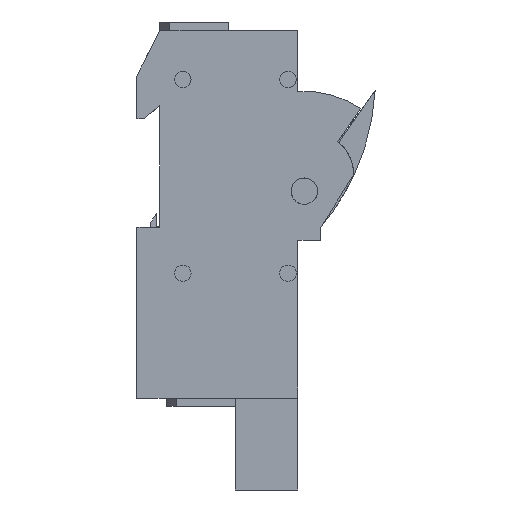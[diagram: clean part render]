
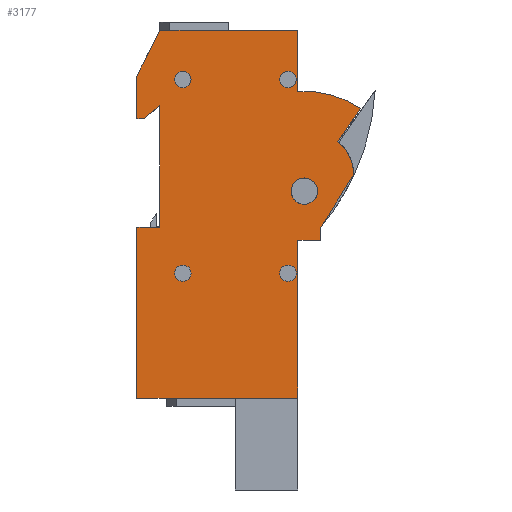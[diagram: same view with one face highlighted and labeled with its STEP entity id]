
A CAD part, left-side view. The second image highlights one B-rep face of the part: STEP entity #3177.
In plain terms, the highlighted face is planar.
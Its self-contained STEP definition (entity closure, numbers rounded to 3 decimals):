
#458=AXIS2_PLACEMENT_3D('Circle Axis2P3D',#456,#457,$) ;
#1866=AXIS2_PLACEMENT_3D('Circle Axis2P3D',#1864,#1865,$) ;
#1897=AXIS2_PLACEMENT_3D('Circle Axis2P3D',#1895,#1896,$) ;
#1914=AXIS2_PLACEMENT_3D('Circle Axis2P3D',#1912,#1913,$) ;
#1945=AXIS2_PLACEMENT_3D('Circle Axis2P3D',#1943,#1944,$) ;
#1962=AXIS2_PLACEMENT_3D('Circle Axis2P3D',#1960,#1961,$) ;
#2002=AXIS2_PLACEMENT_3D('Circle Axis2P3D',#2000,#2001,$) ;
#2024=AXIS2_PLACEMENT_3D('Circle Axis2P3D',#2022,#2023,$) ;
#2064=AXIS2_PLACEMENT_3D('Circle Axis2P3D',#2062,#2063,$) ;
#2086=AXIS2_PLACEMENT_3D('Circle Axis2P3D',#2084,#2085,$) ;
#2126=AXIS2_PLACEMENT_3D('Circle Axis2P3D',#2124,#2125,$) ;
#3117=AXIS2_PLACEMENT_3D('Plane Axis2P3D',#3114,#3115,#3116) ;
#3121=AXIS2_PLACEMENT_3D('Circle Axis2P3D',#3119,#3120,$) ;
#359=CARTESIAN_POINT('Vertex',(36.,49.,18.)) ;
#362=CARTESIAN_POINT('Line Origine',(38.,49.,18.)) ;
#366=CARTESIAN_POINT('Vertex',(40.,49.,18.)) ;
#422=CARTESIAN_POINT('Vertex',(20.,59.,18.)) ;
#425=CARTESIAN_POINT('Line Origine',(28.,54.,18.)) ;
#453=CARTESIAN_POINT('Vertex',(10.,54.2,18.)) ;
#456=CARTESIAN_POINT('Axis2P3D Location',(19.937,46.314,18.)) ;
#512=CARTESIAN_POINT('Vertex',(-0.15,61.102,18.)) ;
#515=CARTESIAN_POINT('Line Origine',(4.925,57.651,18.)) ;
#1070=CARTESIAN_POINT('Vertex',(36.,0.,18.)) ;
#1073=CARTESIAN_POINT('Line Origine',(17.5,0.,18.)) ;
#1077=CARTESIAN_POINT('Vertex',(-1.,0.,18.)) ;
#1269=CARTESIAN_POINT('Vertex',(88.,-7.,18.)) ;
#1272=CARTESIAN_POINT('Line Origine',(62.,-7.,18.)) ;
#1276=CARTESIAN_POINT('Vertex',(36.,-7.,18.)) ;
#1312=CARTESIAN_POINT('Line Origine',(36.,-3.5,18.)) ;
#1744=CARTESIAN_POINT('Vertex',(3.,-7.,18.)) ;
#1747=CARTESIAN_POINT('Line Origine',(-3.5,-7.,18.)) ;
#1751=CARTESIAN_POINT('Vertex',(-10.,-7.,18.)) ;
#1782=CARTESIAN_POINT('Vertex',(3.,-5.,18.)) ;
#1785=CARTESIAN_POINT('Line Origine',(3.,-6.,18.)) ;
#1807=CARTESIAN_POINT('Line Origine',(1.,-2.5,18.)) ;
#1864=CARTESIAN_POINT('Axis2P3D Location',(-9.,39.,18.)) ;
#1868=CARTESIAN_POINT('Vertex',(-6.5,39.,18.)) ;
#1870=CARTESIAN_POINT('Vertex',(-11.5,39.,18.)) ;
#1895=CARTESIAN_POINT('Axis2P3D Location',(-9.,39.,18.)) ;
#1912=CARTESIAN_POINT('Axis2P3D Location',(-9.,7.,18.)) ;
#1916=CARTESIAN_POINT('Vertex',(-6.5,7.,18.)) ;
#1918=CARTESIAN_POINT('Vertex',(-11.5,7.,18.)) ;
#1943=CARTESIAN_POINT('Axis2P3D Location',(-9.,7.,18.)) ;
#1960=CARTESIAN_POINT('Axis2P3D Location',(50.,39.,18.)) ;
#1964=CARTESIAN_POINT('Vertex',(52.5,39.,18.)) ;
#1966=CARTESIAN_POINT('Vertex',(47.5,39.,18.)) ;
#2000=CARTESIAN_POINT('Axis2P3D Location',(50.,39.,18.)) ;
#2022=CARTESIAN_POINT('Axis2P3D Location',(50.,7.,18.)) ;
#2026=CARTESIAN_POINT('Vertex',(52.5,7.,18.)) ;
#2028=CARTESIAN_POINT('Vertex',(47.5,7.,18.)) ;
#2062=CARTESIAN_POINT('Axis2P3D Location',(50.,7.,18.)) ;
#2084=CARTESIAN_POINT('Axis2P3D Location',(25.,44.,18.)) ;
#2088=CARTESIAN_POINT('Vertex',(29.,44.,18.)) ;
#2090=CARTESIAN_POINT('Vertex',(21.,44.,18.)) ;
#2124=CARTESIAN_POINT('Axis2P3D Location',(25.,44.,18.)) ;
#2150=CARTESIAN_POINT('Vertex',(88.,42.,18.)) ;
#2153=CARTESIAN_POINT('Line Origine',(88.,17.5,18.)) ;
#2705=CARTESIAN_POINT('Line Origine',(40.,45.5,18.)) ;
#2709=CARTESIAN_POINT('Vertex',(40.,42.,18.)) ;
#2729=CARTESIAN_POINT('Line Origine',(64.,42.,18.)) ;
#2754=CARTESIAN_POINT('Line Origine',(-17.,-3.5,18.)) ;
#2758=CARTESIAN_POINT('Vertex',(-24.,0.,18.)) ;
#3114=CARTESIAN_POINT('Axis2P3D Location',(22.264,22.004,18.)) ;
#3119=CARTESIAN_POINT('Axis2P3D Location',(25.,44.,18.)) ;
#3123=CARTESIAN_POINT('Vertex',(-5.348,42.,18.)) ;
#3126=CARTESIAN_POINT('Line Origine',(-14.674,42.,18.)) ;
#3130=CARTESIAN_POINT('Vertex',(-24.,42.,18.)) ;
#3133=CARTESIAN_POINT('Line Origine',(-24.,21.,18.)) ;
#363=DIRECTION('Vector Direction',(1.,0.,0.)) ;
#426=DIRECTION('Vector Direction',(0.848,-0.53,0.)) ;
#457=DIRECTION('Axis2P3D Direction',(0.,-0.,1.)) ;
#516=DIRECTION('Vector Direction',(0.827,-0.562,0.)) ;
#1074=DIRECTION('Vector Direction',(-1.,0.,0.)) ;
#1273=DIRECTION('Vector Direction',(-1.,0.,0.)) ;
#1313=DIRECTION('Vector Direction',(0.,1.,0.)) ;
#1748=DIRECTION('Vector Direction',(-1.,0.,0.)) ;
#1786=DIRECTION('Vector Direction',(0.,-1.,0.)) ;
#1808=DIRECTION('Vector Direction',(0.625,-0.781,0.)) ;
#1865=DIRECTION('Axis2P3D Direction',(0.,0.,1.)) ;
#1896=DIRECTION('Axis2P3D Direction',(0.,0.,1.)) ;
#1913=DIRECTION('Axis2P3D Direction',(0.,0.,1.)) ;
#1944=DIRECTION('Axis2P3D Direction',(0.,0.,1.)) ;
#1961=DIRECTION('Axis2P3D Direction',(0.,0.,1.)) ;
#2001=DIRECTION('Axis2P3D Direction',(0.,0.,1.)) ;
#2023=DIRECTION('Axis2P3D Direction',(0.,0.,1.)) ;
#2063=DIRECTION('Axis2P3D Direction',(0.,0.,1.)) ;
#2085=DIRECTION('Axis2P3D Direction',(0.,0.,1.)) ;
#2125=DIRECTION('Axis2P3D Direction',(0.,0.,1.)) ;
#2154=DIRECTION('Vector Direction',(0.,1.,0.)) ;
#2706=DIRECTION('Vector Direction',(0.,1.,0.)) ;
#2730=DIRECTION('Vector Direction',(-1.,0.,0.)) ;
#2755=DIRECTION('Vector Direction',(-0.894,0.447,0.)) ;
#3115=DIRECTION('Axis2P3D Direction',(0.,0.,1.)) ;
#3116=DIRECTION('Axis2P3D XDirection',(1.,0.,0.)) ;
#3120=DIRECTION('Axis2P3D Direction',(0.,0.,1.)) ;
#3127=DIRECTION('Vector Direction',(1.,0.,0.)) ;
#3134=DIRECTION('Vector Direction',(0.,-1.,0.)) ;
#364=VECTOR('Line Direction',#363,1.) ;
#427=VECTOR('Line Direction',#426,1.) ;
#517=VECTOR('Line Direction',#516,1.) ;
#1075=VECTOR('Line Direction',#1074,1.) ;
#1274=VECTOR('Line Direction',#1273,1.) ;
#1314=VECTOR('Line Direction',#1313,1.) ;
#1749=VECTOR('Line Direction',#1748,1.) ;
#1787=VECTOR('Line Direction',#1786,1.) ;
#1809=VECTOR('Line Direction',#1808,1.) ;
#2155=VECTOR('Line Direction',#2154,1.) ;
#2707=VECTOR('Line Direction',#2706,1.) ;
#2731=VECTOR('Line Direction',#2730,1.) ;
#2756=VECTOR('Line Direction',#2755,1.) ;
#3128=VECTOR('Line Direction',#3127,1.) ;
#3135=VECTOR('Line Direction',#3134,1.) ;
#3139=ORIENTED_EDGE('',*,*,#2711,.T.) ;
#3140=ORIENTED_EDGE('',*,*,#368,.F.) ;
#3141=ORIENTED_EDGE('',*,*,#429,.F.) ;
#3142=ORIENTED_EDGE('',*,*,#460,.F.) ;
#3143=ORIENTED_EDGE('',*,*,#519,.F.) ;
#3144=ORIENTED_EDGE('',*,*,#3125,.T.) ;
#3145=ORIENTED_EDGE('',*,*,#3132,.F.) ;
#3146=ORIENTED_EDGE('',*,*,#3137,.T.) ;
#3147=ORIENTED_EDGE('',*,*,#2760,.F.) ;
#3148=ORIENTED_EDGE('',*,*,#1753,.F.) ;
#3149=ORIENTED_EDGE('',*,*,#1789,.F.) ;
#3150=ORIENTED_EDGE('',*,*,#1811,.F.) ;
#3151=ORIENTED_EDGE('',*,*,#1079,.F.) ;
#3152=ORIENTED_EDGE('',*,*,#1316,.F.) ;
#3153=ORIENTED_EDGE('',*,*,#1278,.F.) ;
#3154=ORIENTED_EDGE('',*,*,#2157,.T.) ;
#3155=ORIENTED_EDGE('',*,*,#2733,.T.) ;
#3158=ORIENTED_EDGE('',*,*,#1872,.T.) ;
#3159=ORIENTED_EDGE('',*,*,#1899,.T.) ;
#3162=ORIENTED_EDGE('',*,*,#1920,.T.) ;
#3163=ORIENTED_EDGE('',*,*,#1947,.T.) ;
#3166=ORIENTED_EDGE('',*,*,#1968,.T.) ;
#3167=ORIENTED_EDGE('',*,*,#2004,.T.) ;
#3170=ORIENTED_EDGE('',*,*,#2030,.T.) ;
#3171=ORIENTED_EDGE('',*,*,#2066,.T.) ;
#3174=ORIENTED_EDGE('',*,*,#2092,.T.) ;
#3175=ORIENTED_EDGE('',*,*,#2128,.T.) ;
#3160=FACE_BOUND('',#3157,.T.) ;
#3164=FACE_BOUND('',#3161,.T.) ;
#3168=FACE_BOUND('',#3165,.T.) ;
#3172=FACE_BOUND('',#3169,.T.) ;
#3176=FACE_BOUND('',#3173,.T.) ;
#3177=ADVANCED_FACE('Hauptk\X2\00F6\X0\rper',(#3156,#3160,#3164,#3168,#3172,#3176),#3118,.T.) ;
#459=CIRCLE('generated circle',#458,12.686) ;
#1867=CIRCLE('generated circle',#1866,2.5) ;
#1898=CIRCLE('generated circle',#1897,2.5) ;
#1915=CIRCLE('generated circle',#1914,2.5) ;
#1946=CIRCLE('generated circle',#1945,2.5) ;
#1963=CIRCLE('generated circle',#1962,2.5) ;
#2003=CIRCLE('generated circle',#2002,2.5) ;
#2025=CIRCLE('generated circle',#2024,2.5) ;
#2065=CIRCLE('generated circle',#2064,2.5) ;
#2087=CIRCLE('generated circle',#2086,4.) ;
#2127=CIRCLE('generated circle',#2126,4.) ;
#3122=CIRCLE('generated circle',#3121,30.414) ;
#368=EDGE_CURVE('',#360,#367,#365,.T.) ;
#429=EDGE_CURVE('',#423,#360,#428,.T.) ;
#460=EDGE_CURVE('',#454,#423,#459,.F.) ;
#519=EDGE_CURVE('',#513,#454,#518,.T.) ;
#1079=EDGE_CURVE('',#1071,#1078,#1076,.T.) ;
#1278=EDGE_CURVE('',#1270,#1277,#1275,.T.) ;
#1316=EDGE_CURVE('',#1277,#1071,#1315,.T.) ;
#1753=EDGE_CURVE('',#1745,#1752,#1750,.T.) ;
#1789=EDGE_CURVE('',#1783,#1745,#1788,.T.) ;
#1811=EDGE_CURVE('',#1078,#1783,#1810,.T.) ;
#1872=EDGE_CURVE('',#1869,#1871,#1867,.F.) ;
#1899=EDGE_CURVE('',#1871,#1869,#1898,.F.) ;
#1920=EDGE_CURVE('',#1917,#1919,#1915,.F.) ;
#1947=EDGE_CURVE('',#1919,#1917,#1946,.F.) ;
#1968=EDGE_CURVE('',#1965,#1967,#1963,.F.) ;
#2004=EDGE_CURVE('',#1967,#1965,#2003,.F.) ;
#2030=EDGE_CURVE('',#2027,#2029,#2025,.F.) ;
#2066=EDGE_CURVE('',#2029,#2027,#2065,.F.) ;
#2092=EDGE_CURVE('',#2089,#2091,#2087,.F.) ;
#2128=EDGE_CURVE('',#2091,#2089,#2127,.F.) ;
#2157=EDGE_CURVE('',#1270,#2151,#2156,.T.) ;
#2711=EDGE_CURVE('',#2710,#367,#2708,.T.) ;
#2733=EDGE_CURVE('',#2151,#2710,#2732,.T.) ;
#2760=EDGE_CURVE('',#1752,#2759,#2757,.T.) ;
#3125=EDGE_CURVE('',#513,#3124,#3122,.T.) ;
#3132=EDGE_CURVE('',#3131,#3124,#3129,.T.) ;
#3137=EDGE_CURVE('',#3131,#2759,#3136,.T.) ;
#3138=EDGE_LOOP('',(#3139,#3140,#3141,#3142,#3143,#3144,#3145,#3146,#3147,#3148,#3149,#3150,#3151,#3152,#3153,#3154,#3155)) ;
#3157=EDGE_LOOP('',(#3158,#3159)) ;
#3161=EDGE_LOOP('',(#3162,#3163)) ;
#3165=EDGE_LOOP('',(#3166,#3167)) ;
#3169=EDGE_LOOP('',(#3170,#3171)) ;
#3173=EDGE_LOOP('',(#3174,#3175)) ;
#3156=FACE_OUTER_BOUND('',#3138,.T.) ;
#365=LINE('Line',#362,#364) ;
#428=LINE('Line',#425,#427) ;
#518=LINE('Line',#515,#517) ;
#1076=LINE('Line',#1073,#1075) ;
#1275=LINE('Line',#1272,#1274) ;
#1315=LINE('Line',#1312,#1314) ;
#1750=LINE('Line',#1747,#1749) ;
#1788=LINE('Line',#1785,#1787) ;
#1810=LINE('Line',#1807,#1809) ;
#2156=LINE('Line',#2153,#2155) ;
#2708=LINE('Line',#2705,#2707) ;
#2732=LINE('Line',#2729,#2731) ;
#2757=LINE('Line',#2754,#2756) ;
#3129=LINE('Line',#3126,#3128) ;
#3136=LINE('Line',#3133,#3135) ;
#3118=PLANE('',#3117) ;
#360=VERTEX_POINT('',#359) ;
#367=VERTEX_POINT('',#366) ;
#423=VERTEX_POINT('',#422) ;
#454=VERTEX_POINT('',#453) ;
#513=VERTEX_POINT('',#512) ;
#1071=VERTEX_POINT('',#1070) ;
#1078=VERTEX_POINT('',#1077) ;
#1270=VERTEX_POINT('',#1269) ;
#1277=VERTEX_POINT('',#1276) ;
#1745=VERTEX_POINT('',#1744) ;
#1752=VERTEX_POINT('',#1751) ;
#1783=VERTEX_POINT('',#1782) ;
#1869=VERTEX_POINT('',#1868) ;
#1871=VERTEX_POINT('',#1870) ;
#1917=VERTEX_POINT('',#1916) ;
#1919=VERTEX_POINT('',#1918) ;
#1965=VERTEX_POINT('',#1964) ;
#1967=VERTEX_POINT('',#1966) ;
#2027=VERTEX_POINT('',#2026) ;
#2029=VERTEX_POINT('',#2028) ;
#2089=VERTEX_POINT('',#2088) ;
#2091=VERTEX_POINT('',#2090) ;
#2151=VERTEX_POINT('',#2150) ;
#2710=VERTEX_POINT('',#2709) ;
#2759=VERTEX_POINT('',#2758) ;
#3124=VERTEX_POINT('',#3123) ;
#3131=VERTEX_POINT('',#3130) ;
